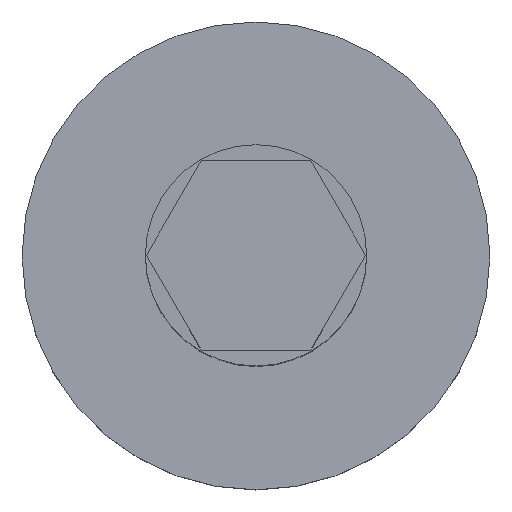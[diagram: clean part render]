
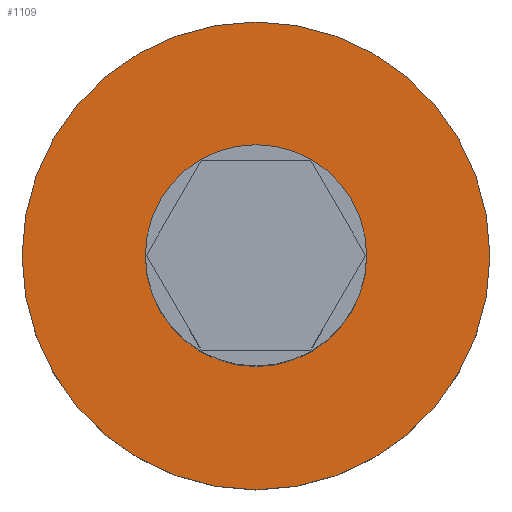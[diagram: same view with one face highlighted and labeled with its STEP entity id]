
A CAD part, top view. The second image highlights one B-rep face of the part: STEP entity #1109.
In plain terms, the highlighted planar face has unit normal (0, 0, 1).
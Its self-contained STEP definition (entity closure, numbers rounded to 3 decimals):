
#32 = EDGE_LOOP ( 'NONE', ( #670, #777 ) ) ;
#51 = CARTESIAN_POINT ( 'NONE',  ( 0., 0., 2.8 ) ) ;
#61 = DIRECTION ( 'NONE',  ( 0., 0., 1. ) ) ;
#86 = EDGE_CURVE ( 'NONE', #812, #971, #307, .T. ) ;
#101 = AXIS2_PLACEMENT_3D ( 'NONE', #1062, #293, #1177 ) ;
#139 = DIRECTION ( 'NONE',  ( 1., 0., 0. ) ) ;
#153 = CIRCLE ( 'NONE', #947, 3.5 ) ;
#168 = CARTESIAN_POINT ( 'NONE',  ( 0., 0., 2.8 ) ) ;
#261 = FACE_OUTER_BOUND ( 'NONE', #443, .T. ) ;
#293 = DIRECTION ( 'NONE',  ( 0., 0., 1. ) ) ;
#307 = CIRCLE ( 'NONE', #1112, 7.4 ) ;
#342 = CARTESIAN_POINT ( 'NONE',  ( 7.4, 0., 2.8 ) ) ;
#401 = VERTEX_POINT ( 'NONE', #1383 ) ;
#443 = EDGE_LOOP ( 'NONE', ( #1321, #749 ) ) ;
#488 = DIRECTION ( 'NONE',  ( 1., 0., 0. ) ) ;
#551 = CIRCLE ( 'NONE', #1046, 7.4 ) ;
#622 = DIRECTION ( 'NONE',  ( 0., 0., 1. ) ) ;
#670 = ORIENTED_EDGE ( 'NONE', *, *, #994, .F. ) ;
#672 = EDGE_CURVE ( 'NONE', #861, #401, #705, .T. ) ;
#705 = CIRCLE ( 'NONE', #101, 3.5 ) ;
#749 = ORIENTED_EDGE ( 'NONE', *, *, #1127, .T. ) ;
#771 = CARTESIAN_POINT ( 'NONE',  ( 0., 0., 2.8 ) ) ;
#777 = ORIENTED_EDGE ( 'NONE', *, *, #672, .F. ) ;
#804 = AXIS2_PLACEMENT_3D ( 'NONE', #771, #61, #948 ) ;
#812 = VERTEX_POINT ( 'NONE', #1191 ) ;
#861 = VERTEX_POINT ( 'NONE', #1424 ) ;
#881 = PLANE ( 'NONE',  #804 ) ;
#947 = AXIS2_PLACEMENT_3D ( 'NONE', #168, #1027, #139 ) ;
#948 = DIRECTION ( 'NONE',  ( 1., 0., 0. ) ) ;
#971 = VERTEX_POINT ( 'NONE', #342 ) ;
#994 = EDGE_CURVE ( 'NONE', #401, #861, #153, .T. ) ;
#1020 = DIRECTION ( 'NONE',  ( 0., 0., 1. ) ) ;
#1027 = DIRECTION ( 'NONE',  ( 0., 0., 1. ) ) ;
#1046 = AXIS2_PLACEMENT_3D ( 'NONE', #1295, #622, #1230 ) ;
#1062 = CARTESIAN_POINT ( 'NONE',  ( 0., 0., 2.8 ) ) ;
#1109 = ADVANCED_FACE ( 'NONE', ( #1250, #261 ), #881, .T. ) ;
#1112 = AXIS2_PLACEMENT_3D ( 'NONE', #51, #1020, #488 ) ;
#1127 = EDGE_CURVE ( 'NONE', #971, #812, #551, .T. ) ;
#1177 = DIRECTION ( 'NONE',  ( 1., 0., 0. ) ) ;
#1191 = CARTESIAN_POINT ( 'NONE',  ( -7.4, 0., 2.8 ) ) ;
#1230 = DIRECTION ( 'NONE',  ( 1., 0., 0. ) ) ;
#1250 = FACE_BOUND ( 'NONE', #32, .T. ) ;
#1295 = CARTESIAN_POINT ( 'NONE',  ( 0., 0., 2.8 ) ) ;
#1321 = ORIENTED_EDGE ( 'NONE', *, *, #86, .T. ) ;
#1383 = CARTESIAN_POINT ( 'NONE',  ( -3.5, 0., 2.8 ) ) ;
#1424 = CARTESIAN_POINT ( 'NONE',  ( 3.5, 0., 2.8 ) ) ;
